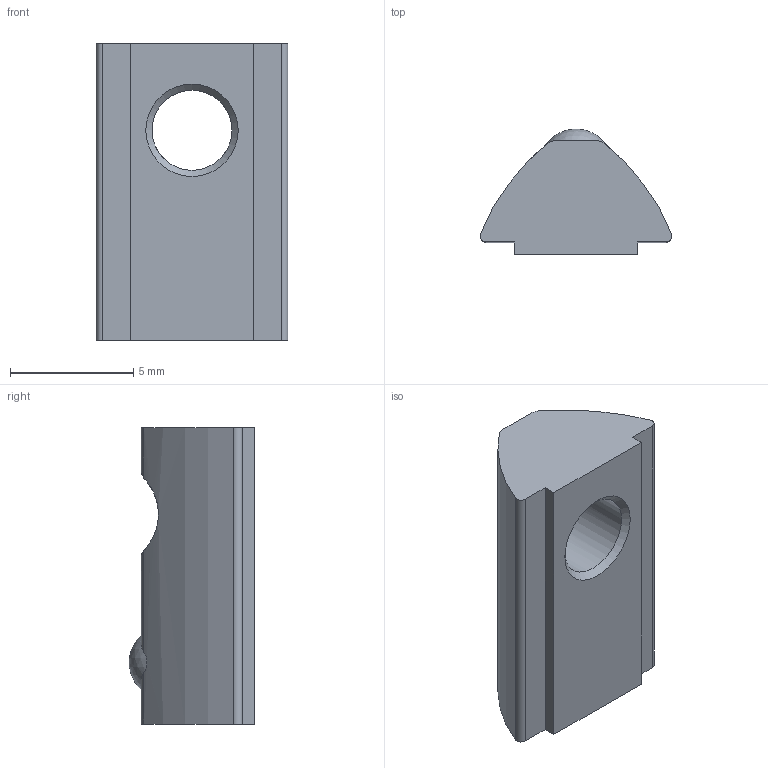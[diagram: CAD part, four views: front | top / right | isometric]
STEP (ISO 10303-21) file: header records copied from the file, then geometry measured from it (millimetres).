
FILE_DESCRIPTION((''),'2;1');
FILE_NAME('AR3376.stp','2021-05-28T09:17:01',('arma03'),(''),'Autodesk Inventor 2013','Autodesk Inventor 2013','');
FILE_SCHEMA(('AUTOMOTIVE_DESIGN { 1 0 10303 214 1 1 1 1 }'));
Length unit declared in the file: millimetre
Products named in the file (1): AR3376
Bounding box: 7.77 x 5.09 x 12 mm (x, y, z)
Volume: 268 mm3; surface area: 325.2 mm2
Topology: 1 solids, 1 shells, 39 faces, 105 edges, 67 vertices
Faces by surface type: bspline 14, cylinder 11, plane 10, cone 3, sphere 1
Full cylindrical faces by diameter (mm): 3.242 x1
Entity records: 1501 total; most frequent: CARTESIAN_POINT 601, ORIENTED_EDGE 204, DIRECTION 140, EDGE_CURVE 102, VERTEX_POINT 66, VECTOR 48, LINE 48, AXIS2_PLACEMENT_3D 46
